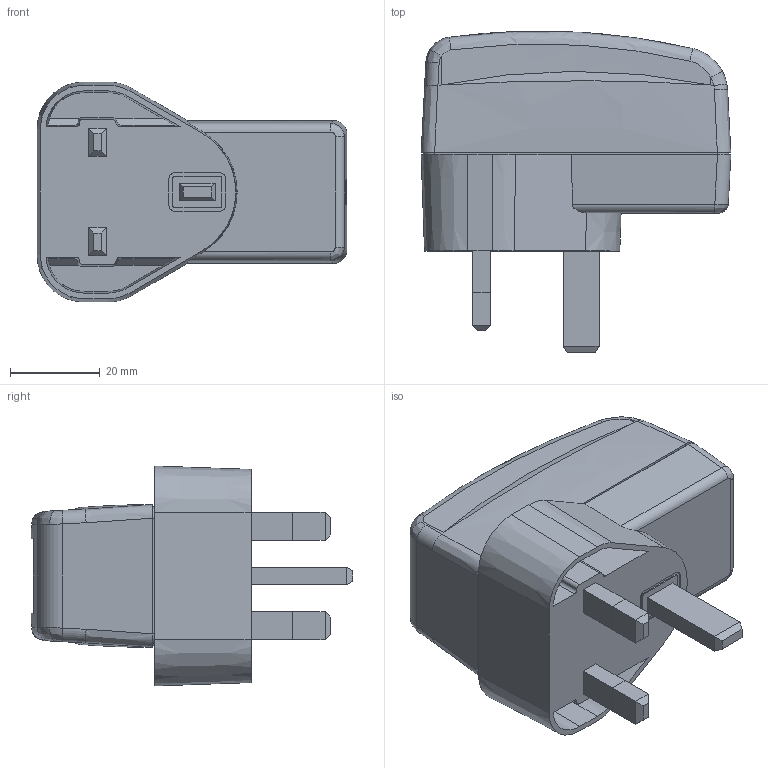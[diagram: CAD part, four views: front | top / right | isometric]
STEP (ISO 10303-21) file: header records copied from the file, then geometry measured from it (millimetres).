
FILE_DESCRIPTION((''),'2;1');
FILE_NAME('DSA-12PFA_ASM','2022-01-11T13:35:35',('huangjun'),(''),'CREO PARAMETRIC BY PTC INC, 2018260','CREO PARAMETRIC BY PTC INC, 2018260','');
FILE_SCHEMA(('CONFIG_CONTROL_DESIGN'));
Length unit declared in the file: millimetre
Products named in the file (4): 006UK-BOT_; PRT0027_; UK-TOP_; DSA-12PFA_ASM
Assembly tree (3 placements, depth 2):
  DSA-12PFA_ASM
    006UK-BOT_
    PRT0027_
    UK-TOP_
Bounding box: 69 x 71.7 x 49 mm (x, y, z)
Volume: 32013.6 mm3; surface area: 30039.6 mm2
Topology: 4 solids, 4 shells, 568 faces, 1445 edges, 901 vertices
Faces by surface type: plane 389, bspline 104, cylinder 49, cone 18, extrusion 8
Entity records: 20247 total; most frequent: CARTESIAN_POINT 7366, ORIENTED_EDGE 2890, DIRECTION 2188, EDGE_CURVE 1445, VECTOR 1060, LINE 1052, VERTEX_POINT 901, EDGE_LOOP 588
